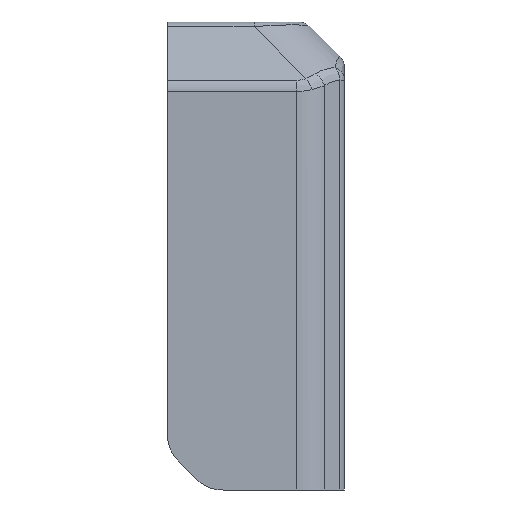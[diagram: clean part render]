
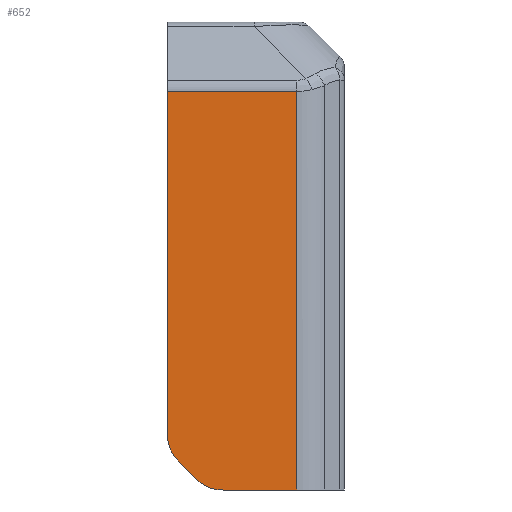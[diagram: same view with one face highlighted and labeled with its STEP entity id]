
A CAD part, left-side view. The second image highlights one B-rep face of the part: STEP entity #652.
In plain terms, the highlighted planar face has unit normal (-1, 0, 0).
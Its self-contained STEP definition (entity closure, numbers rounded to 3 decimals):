
#128 = ORIENTED_EDGE ( 'NONE', *, *, #6828, .T. ) ;
#291 = AXIS2_PLACEMENT_3D ( 'NONE', #2950, #3039, #5333 ) ;
#503 = ORIENTED_EDGE ( 'NONE', *, *, #1199, .T. ) ;
#604 = CARTESIAN_POINT ( 'NONE',  ( -23., -25.429, 0. ) ) ;
#640 = DIRECTION ( 'NONE',  ( -1., 0., 0. ) ) ;
#652 = ADVANCED_FACE ( 'NONE', ( #7084 ), #6097, .T. ) ;
#929 = DIRECTION ( 'NONE',  ( 0., -1., 0. ) ) ;
#1199 = EDGE_CURVE ( 'NONE', #4696, #7892, #2526, .T. ) ;
#1265 = VERTEX_POINT ( 'NONE', #604 ) ;
#1276 = VECTOR ( 'NONE', #3713, 1000. ) ;
#1441 = CARTESIAN_POINT ( 'NONE',  ( -23., 8.25, 22.25 ) ) ;
#1620 = ORIENTED_EDGE ( 'NONE', *, *, #3122, .T. ) ;
#1713 = VECTOR ( 'NONE', #5179, 1000. ) ;
#1827 = VECTOR ( 'NONE', #929, 1000. ) ;
#1990 = EDGE_LOOP ( 'NONE', ( #1620, #7595, #7681, #503, #128, #3046, #7196 ) ) ;
#2053 = CIRCLE ( 'NONE', #2560, 5. ) ;
#2322 = EDGE_CURVE ( 'NONE', #2386, #1265, #7622, .T. ) ;
#2386 = VERTEX_POINT ( 'NONE', #5866 ) ;
#2526 = CIRCLE ( 'NONE', #291, 5. ) ;
#2538 = LINE ( 'NONE', #1441, #3968 ) ;
#2560 = AXIS2_PLACEMENT_3D ( 'NONE', #4820, #5931, #5401 ) ;
#2683 = LINE ( 'NONE', #5897, #1713 ) ;
#2950 = CARTESIAN_POINT ( 'NONE',  ( -23., -14., 7.071 ) ) ;
#3039 = DIRECTION ( 'NONE',  ( -1., 0., 0. ) ) ;
#3046 = ORIENTED_EDGE ( 'NONE', *, *, #5427, .T. ) ;
#3122 = EDGE_CURVE ( 'NONE', #1265, #7705, #2683, .T. ) ;
#3335 = CARTESIAN_POINT ( 'NONE',  ( -23., -25.429, 50.672 ) ) ;
#3713 = DIRECTION ( 'NONE',  ( 0., 0., 1. ) ) ;
#3968 = VECTOR ( 'NONE', #6920, 1000. ) ;
#3993 = CARTESIAN_POINT ( 'NONE',  ( -23., -29., 0. ) ) ;
#4038 = DIRECTION ( 'NONE',  ( 0., 1., 0. ) ) ;
#4310 = CARTESIAN_POINT ( 'NONE',  ( -23., -29., 59.5 ) ) ;
#4696 = VERTEX_POINT ( 'NONE', #5649 ) ;
#4783 = EDGE_CURVE ( 'NONE', #7705, #6281, #5881, .T. ) ;
#4820 = CARTESIAN_POINT ( 'NONE',  ( -23., -16.071, 5. ) ) ;
#4882 = CARTESIAN_POINT ( 'NONE',  ( -23., -12.536, 1.464 ) ) ;
#4921 = DIRECTION ( 'NONE',  ( 0., 0., 1. ) ) ;
#5067 = AXIS2_PLACEMENT_3D ( 'NONE', #4310, #640, #4921 ) ;
#5179 = DIRECTION ( 'NONE',  ( 0., 0., 1. ) ) ;
#5333 = DIRECTION ( 'NONE',  ( 0., 0., 1. ) ) ;
#5401 = DIRECTION ( 'NONE',  ( 0., 0., 1. ) ) ;
#5427 = EDGE_CURVE ( 'NONE', #7508, #2386, #2053, .T. ) ;
#5649 = CARTESIAN_POINT ( 'NONE',  ( -23., -9., 7.071 ) ) ;
#5679 = CARTESIAN_POINT ( 'NONE',  ( -23., -29., 50.672 ) ) ;
#5860 = LINE ( 'NONE', #7351, #1276 ) ;
#5866 = CARTESIAN_POINT ( 'NONE',  ( -23., -16.071, 0. ) ) ;
#5881 = LINE ( 'NONE', #5679, #7671 ) ;
#5897 = CARTESIAN_POINT ( 'NONE',  ( -23., -25.429, 59.5 ) ) ;
#5931 = DIRECTION ( 'NONE',  ( -1., 0., 0. ) ) ;
#5945 = EDGE_CURVE ( 'NONE', #4696, #6281, #5860, .T. ) ;
#6097 = PLANE ( 'NONE',  #5067 ) ;
#6281 = VERTEX_POINT ( 'NONE', #7053 ) ;
#6828 = EDGE_CURVE ( 'NONE', #7892, #7508, #2538, .T. ) ;
#6920 = DIRECTION ( 'NONE',  ( 0., -0.707, -0.707 ) ) ;
#7053 = CARTESIAN_POINT ( 'NONE',  ( -23., -9., 50.672 ) ) ;
#7084 = FACE_OUTER_BOUND ( 'NONE', #1990, .T. ) ;
#7196 = ORIENTED_EDGE ( 'NONE', *, *, #2322, .T. ) ;
#7351 = CARTESIAN_POINT ( 'NONE',  ( -23., -9., 59.5 ) ) ;
#7508 = VERTEX_POINT ( 'NONE', #4882 ) ;
#7595 = ORIENTED_EDGE ( 'NONE', *, *, #4783, .T. ) ;
#7622 = LINE ( 'NONE', #3993, #1827 ) ;
#7671 = VECTOR ( 'NONE', #4038, 1000. ) ;
#7681 = ORIENTED_EDGE ( 'NONE', *, *, #5945, .F. ) ;
#7705 = VERTEX_POINT ( 'NONE', #3335 ) ;
#7769 = CARTESIAN_POINT ( 'NONE',  ( -23., -10.464, 3.536 ) ) ;
#7892 = VERTEX_POINT ( 'NONE', #7769 ) ;
